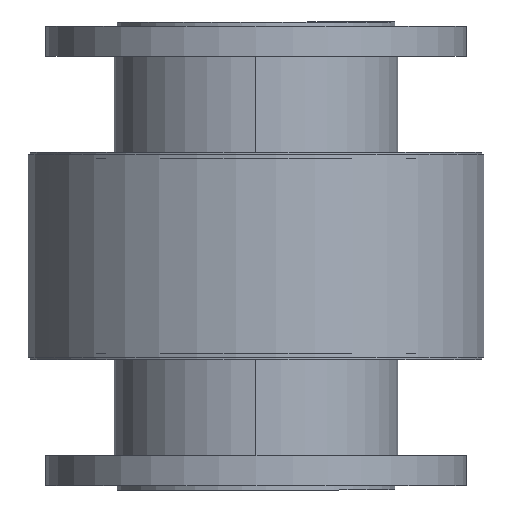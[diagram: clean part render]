
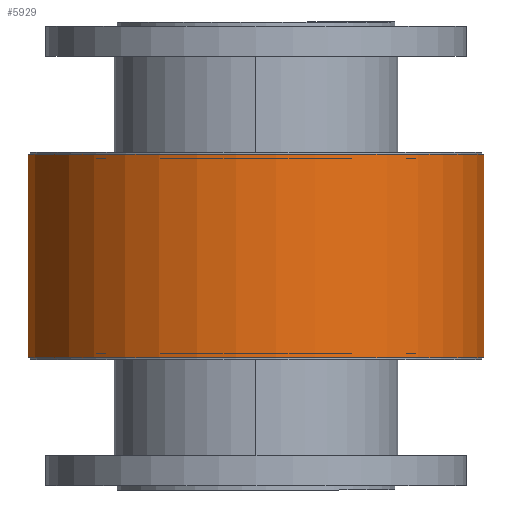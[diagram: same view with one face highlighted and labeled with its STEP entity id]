
A CAD part, front view. The second image highlights one B-rep face of the part: STEP entity #5929.
In plain terms, the highlighted cylindrical face has radius 220 mm (diameter 440 mm), a partial arc.
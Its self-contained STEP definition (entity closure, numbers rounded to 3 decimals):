
#714=LINE('',#10065,#1022);
#715=LINE('',#10068,#1023);
#1022=VECTOR('',#7790,10.);
#1023=VECTOR('',#7793,10.);
#1188=CYLINDRICAL_SURFACE('',#6499,220.);
#1420=FACE_OUTER_BOUND('',#1826,.T.);
#1826=EDGE_LOOP('',(#4604,#4605,#4606,#4607));
#2205=CIRCLE('',#6498,220.);
#2206=CIRCLE('',#6500,220.);
#2673=VERTEX_POINT('',#10059);
#2674=VERTEX_POINT('',#10060);
#2675=VERTEX_POINT('',#10064);
#2676=VERTEX_POINT('',#10066);
#3349=EDGE_CURVE('',#2674,#2673,#2205,.T.);
#3350=EDGE_CURVE('',#2675,#2674,#714,.T.);
#3351=EDGE_CURVE('',#2676,#2675,#2206,.T.);
#3352=EDGE_CURVE('',#2673,#2676,#715,.T.);
#4604=ORIENTED_EDGE('',*,*,#3350,.F.);
#4605=ORIENTED_EDGE('',*,*,#3351,.F.);
#4606=ORIENTED_EDGE('',*,*,#3352,.F.);
#4607=ORIENTED_EDGE('',*,*,#3349,.F.);
#5929=ADVANCED_FACE('',(#1420),#1188,.T.);
#6498=AXIS2_PLACEMENT_3D('',#10062,#7786,#7787);
#6499=AXIS2_PLACEMENT_3D('',#10063,#7788,#7789);
#6500=AXIS2_PLACEMENT_3D('',#10067,#7791,#7792);
#7786=DIRECTION('center_axis',(0.,0.,-1.));
#7787=DIRECTION('ref_axis',(-0.575,0.818,0.));
#7788=DIRECTION('center_axis',(0.,0.,1.));
#7789=DIRECTION('ref_axis',(0.,-1.,0.));
#7790=DIRECTION('',(0.,0.,-1.));
#7791=DIRECTION('center_axis',(0.,0.,1.));
#7792=DIRECTION('ref_axis',(-0.575,0.818,0.));
#7793=DIRECTION('',(0.,0.,1.));
#10059=CARTESIAN_POINT('',(-144.454,183.971,-98.));
#10060=CARTESIAN_POINT('',(108.528,183.971,-98.));
#10062=CARTESIAN_POINT('Origin',(-17.963,3.971,-98.));
#10063=CARTESIAN_POINT('Origin',(-17.963,3.971,0.));
#10064=CARTESIAN_POINT('',(108.528,183.971,98.));
#10065=CARTESIAN_POINT('',(108.528,183.971,0.));
#10066=CARTESIAN_POINT('',(-144.454,183.971,98.));
#10067=CARTESIAN_POINT('Origin',(-17.963,3.971,98.));
#10068=CARTESIAN_POINT('',(-144.454,183.971,0.));
